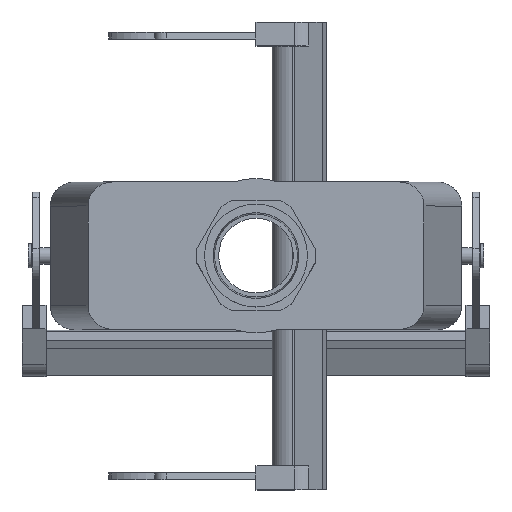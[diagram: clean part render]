
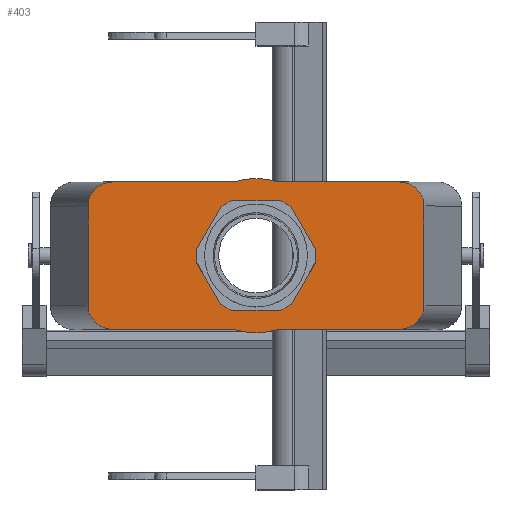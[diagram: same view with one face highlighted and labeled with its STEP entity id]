
A CAD part, top view. The second image highlights one B-rep face of the part: STEP entity #403.
In plain terms, the highlighted planar face has unit normal (0, 0, 1).
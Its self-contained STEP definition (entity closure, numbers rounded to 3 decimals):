
#403 = ADVANCED_FACE( '', ( #981, #982 ), #983, .T. );
#981 = FACE_BOUND( '', #1756, .T. );
#982 = FACE_OUTER_BOUND( '', #1757, .T. );
#983 = PLANE( '', #1758 );
#1756 = EDGE_LOOP( '', ( #2890 ) );
#1757 = EDGE_LOOP( '', ( #2891, #2892, #2893, #2894, #2895, #2896, #2897, #2898, #2899, #2900, #2901, #2902 ) );
#1758 = AXIS2_PLACEMENT_3D( '', #2903, #2904, #2905 );
#2890 = ORIENTED_EDGE( '', *, *, #4830, .F. );
#2891 = ORIENTED_EDGE( '', *, *, #4875, .F. );
#2892 = ORIENTED_EDGE( '', *, *, #4876, .F. );
#2893 = ORIENTED_EDGE( '', *, *, #4610, .F. );
#2894 = ORIENTED_EDGE( '', *, *, #4877, .T. );
#2895 = ORIENTED_EDGE( '', *, *, #4878, .T. );
#2896 = ORIENTED_EDGE( '', *, *, #4879, .T. );
#2897 = ORIENTED_EDGE( '', *, *, #4776, .F. );
#2898 = ORIENTED_EDGE( '', *, *, #4854, .T. );
#2899 = ORIENTED_EDGE( '', *, *, #4880, .F. );
#2900 = ORIENTED_EDGE( '', *, *, #4675, .F. );
#2901 = ORIENTED_EDGE( '', *, *, #4731, .T. );
#2902 = ORIENTED_EDGE( '', *, *, #4881, .F. );
#2903 = CARTESIAN_POINT( '', ( -49., 0., 61. ) );
#2904 = DIRECTION( '', ( 0., 0., 1. ) );
#2905 = DIRECTION( '', ( 1., 0., 0. ) );
#4610 = EDGE_CURVE( '', #5493, #5495, #5496, .T. );
#4675 = EDGE_CURVE( '', #5611, #5609, #5613, .T. );
#4731 = EDGE_CURVE( '', #5611, #5704, #5706, .T. );
#4776 = EDGE_CURVE( '', #5779, #5780, #5781, .T. );
#4830 = EDGE_CURVE( '', #5870, #5870, #5871, .T. );
#4854 = EDGE_CURVE( '', #5779, #5906, #5908, .T. );
#4875 = EDGE_CURVE( '', #5939, #5940, #5941, .T. );
#4876 = EDGE_CURVE( '', #5495, #5939, #5942, .T. );
#4877 = EDGE_CURVE( '', #5493, #5943, #5944, .T. );
#4878 = EDGE_CURVE( '', #5943, #5945, #5946, .T. );
#4879 = EDGE_CURVE( '', #5945, #5780, #5947, .T. );
#4880 = EDGE_CURVE( '', #5609, #5906, #5948, .T. );
#4881 = EDGE_CURVE( '', #5940, #5704, #5949, .T. );
#5493 = VERTEX_POINT( '', #6755 );
#5495 = VERTEX_POINT( '', #6758 );
#5496 = ELLIPSE( '', #6759, 7.246, 7. );
#5609 = VERTEX_POINT( '', #6988 );
#5611 = VERTEX_POINT( '', #6991 );
#5613 = LINE( '', #6994, #6995 );
#5704 = VERTEX_POINT( '', #7162 );
#5706 = ELLIPSE( '', #7165, 7.246, 7. );
#5779 = VERTEX_POINT( '', #7259 );
#5780 = VERTEX_POINT( '', #7260 );
#5781 = CIRCLE( '', #7261, 22.5 );
#5870 = VERTEX_POINT( '', #7385 );
#5871 = CIRCLE( '', #7386, 15.5 );
#5906 = VERTEX_POINT( '', #7437 );
#5908 = LINE( '', #7440, #7441 );
#5939 = VERTEX_POINT( '', #7485 );
#5940 = VERTEX_POINT( '', #7486 );
#5941 = CIRCLE( '', #7487, 22.5 );
#5942 = LINE( '', #7488, #7489 );
#5943 = VERTEX_POINT( '', #7490 );
#5944 = LINE( '', #7491, #7492 );
#5945 = VERTEX_POINT( '', #7493 );
#5946 = ELLIPSE( '', #7494, 7.246, 7. );
#5947 = LINE( '', #7495, #7496 );
#5948 = ELLIPSE( '', #7497, 7.246, 7. );
#5949 = LINE( '', #7498, #7499 );
#6755 = CARTESIAN_POINT( '', ( -49., 14.5, 61. ) );
#6758 = CARTESIAN_POINT( '', ( -41.754, 21.5, 61. ) );
#6759 = AXIS2_PLACEMENT_3D( '', #8527, #8528, #8529 );
#6988 = CARTESIAN_POINT( '', ( 49., -14.5, 61. ) );
#6991 = CARTESIAN_POINT( '', ( 49., 14.5, 61. ) );
#6994 = CARTESIAN_POINT( '', ( 49., 0., 61. ) );
#6995 = VECTOR( '', #8576, 1000. );
#7162 = CARTESIAN_POINT( '', ( 41.754, 21.5, 61. ) );
#7165 = AXIS2_PLACEMENT_3D( '', #8636, #8637, #8638 );
#7259 = CARTESIAN_POINT( '', ( 6.633, -21.5, 61. ) );
#7260 = CARTESIAN_POINT( '', ( -6.633, -21.5, 61. ) );
#7261 = AXIS2_PLACEMENT_3D( '', #8693, #8694, #8695 );
#7385 = CARTESIAN_POINT( '', ( 15.5, 0., 61. ) );
#7386 = AXIS2_PLACEMENT_3D( '', #8758, #8759, #8760 );
#7437 = CARTESIAN_POINT( '', ( 41.754, -21.5, 61. ) );
#7440 = CARTESIAN_POINT( '', ( -49., -21.5, 61. ) );
#7441 = VECTOR( '', #8777, 1000. );
#7485 = CARTESIAN_POINT( '', ( -6.633, 21.5, 61. ) );
#7486 = CARTESIAN_POINT( '', ( 6.633, 21.5, 61. ) );
#7487 = AXIS2_PLACEMENT_3D( '', #8794, #8795, #8796 );
#7488 = CARTESIAN_POINT( '', ( -49., 21.5, 61. ) );
#7489 = VECTOR( '', #8797, 1000. );
#7490 = CARTESIAN_POINT( '', ( -49., -14.5, 61. ) );
#7491 = CARTESIAN_POINT( '', ( -49., 0., 61. ) );
#7492 = VECTOR( '', #8798, 1000. );
#7493 = CARTESIAN_POINT( '', ( -41.754, -21.5, 61. ) );
#7494 = AXIS2_PLACEMENT_3D( '', #8799, #8800, #8801 );
#7495 = CARTESIAN_POINT( '', ( -49., -21.5, 61. ) );
#7496 = VECTOR( '', #8802, 1000. );
#7497 = AXIS2_PLACEMENT_3D( '', #8803, #8804, #8805 );
#7498 = CARTESIAN_POINT( '', ( -49., 21.5, 61. ) );
#7499 = VECTOR( '', #8806, 1000. );
#8527 = CARTESIAN_POINT( '', ( -41.754, 14.5, 61. ) );
#8528 = DIRECTION( '', ( 0., 0., -1. ) );
#8529 = DIRECTION( '', ( -1., 0., 0. ) );
#8576 = DIRECTION( '', ( 0., -1., 0. ) );
#8636 = CARTESIAN_POINT( '', ( 41.754, 14.5, 61. ) );
#8637 = DIRECTION( '', ( 0., 0., 1. ) );
#8638 = DIRECTION( '', ( 1., 0., 0. ) );
#8693 = CARTESIAN_POINT( '', ( 0., 0., 61. ) );
#8694 = DIRECTION( '', ( 0., 0., -1. ) );
#8695 = DIRECTION( '', ( 0., 1., 0. ) );
#8758 = CARTESIAN_POINT( '', ( 0., 0., 61. ) );
#8759 = DIRECTION( '', ( 0., 0., 1. ) );
#8760 = DIRECTION( '', ( 1., 0., 0. ) );
#8777 = DIRECTION( '', ( 1., 0., 0. ) );
#8794 = CARTESIAN_POINT( '', ( 0., 0., 61. ) );
#8795 = DIRECTION( '', ( 0., 0., -1. ) );
#8796 = DIRECTION( '', ( 0., 1., 0. ) );
#8797 = DIRECTION( '', ( 1., 0., 0. ) );
#8798 = DIRECTION( '', ( 0., -1., 0. ) );
#8799 = CARTESIAN_POINT( '', ( -41.754, -14.5, 61. ) );
#8800 = DIRECTION( '', ( 0., 0., 1. ) );
#8801 = DIRECTION( '', ( -1., 0., 0. ) );
#8802 = DIRECTION( '', ( 1., 0., 0. ) );
#8803 = CARTESIAN_POINT( '', ( 41.754, -14.5, 61. ) );
#8804 = DIRECTION( '', ( 0., 0., -1. ) );
#8805 = DIRECTION( '', ( 1., 0., 0. ) );
#8806 = DIRECTION( '', ( 1., 0., 0. ) );
